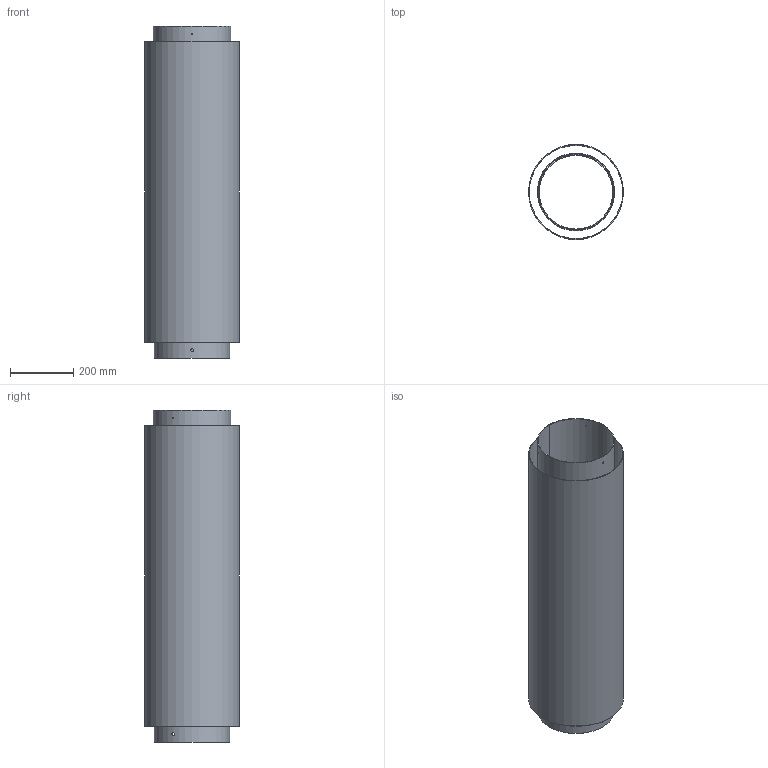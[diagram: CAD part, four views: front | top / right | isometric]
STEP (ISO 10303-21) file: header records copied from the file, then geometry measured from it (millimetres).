
FILE_DESCRIPTION(('STEP AP214'),'1');
FILE_NAME('Prolong Eva 992 color.stp','2017-02-01T16:36:45',(' '),(' '),'Spatial InterOp 3D',' ',' ');
FILE_SCHEMA(('automotive_design'));
Length unit declared in the file: millimetre
Products named in the file (4): ceinture 238; Carapace acier color; Prolong int.
Assembly tree (3 placements, depth 2):
  (unnamed)
    ceinture 238
    Carapace acier color
    Prolong int.
Bounding box: 300 x 300 x 1050 mm (x, y, z)
Volume: 3427376.9 mm3; surface area: 3420176.5 mm2
Topology: 3 solids, 3 shells, 22 faces, 48 edges, 32 vertices
Faces by surface type: cylinder 12, plane 10
Full cylindrical faces by diameter (mm): 5 x3, 9.2 x3, 233 x1, 238 x1
Entity records: 1585 total; most frequent: CARTESIAN_POINT 854, DIRECTION 92, ORIENTED_EDGE 80, EDGE_LOOP 44, EDGE_CURVE 40, AXIS2_PLACEMENT_3D 38, VERTEX_POINT 32, FACE_OUTER_BOUND 30
